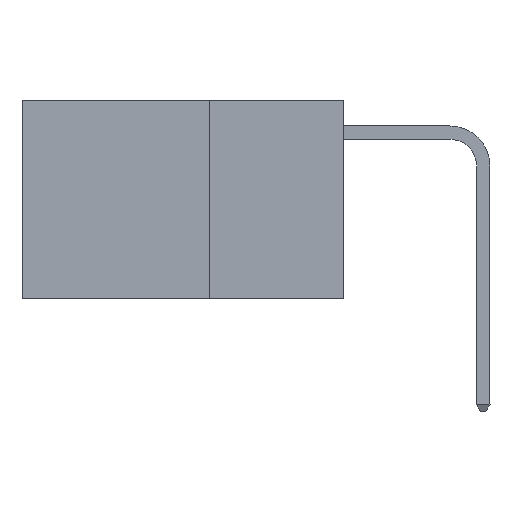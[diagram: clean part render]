
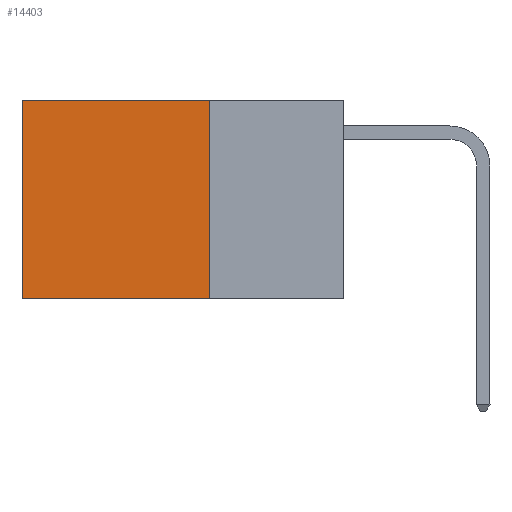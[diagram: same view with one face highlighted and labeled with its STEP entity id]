
A CAD part, left-side view. The second image highlights one B-rep face of the part: STEP entity #14403.
In plain terms, the highlighted planar face has unit normal (-1, 0, 0).
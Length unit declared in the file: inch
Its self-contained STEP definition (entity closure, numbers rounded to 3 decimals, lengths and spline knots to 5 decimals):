
#3721 = ORIENTED_EDGE ( 'NONE', *, *, #9769, .T. ) ;
#4315 = LINE ( 'NONE', #10591, #7311 ) ;
#4626 = VERTEX_POINT ( 'NONE', #5967 ) ;
#4889 = VECTOR ( 'NONE', #7182, 39.37008 ) ;
#5428 = EDGE_LOOP ( 'NONE', ( #11437, #12158, #16469, #3721 ) ) ;
#5450 = PLANE ( 'NONE',  #11471 ) ;
#5967 = CARTESIAN_POINT ( 'NONE',  ( 0.2625, 0.6, 0. ) ) ;
#6535 = VERTEX_POINT ( 'NONE', #17099 ) ;
#7182 = DIRECTION ( 'NONE',  ( 0., 0., -1. ) ) ;
#7311 = VECTOR ( 'NONE', #19706, 39.37008 ) ;
#7579 = LINE ( 'NONE', #11893, #4889 ) ;
#7799 = EDGE_CURVE ( 'NONE', #6535, #19717, #4315, .T. ) ;
#8859 = DIRECTION ( 'NONE',  ( 0., 0., -1. ) ) ;
#9769 = EDGE_CURVE ( 'NONE', #15264, #4626, #10366, .T. ) ;
#10366 = LINE ( 'NONE', #13738, #17188 ) ;
#10489 = DIRECTION ( 'NONE',  ( 1., 0., 0. ) ) ;
#10591 = CARTESIAN_POINT ( 'NONE',  ( 0.2625, 0.25, -0.37 ) ) ;
#11081 = VECTOR ( 'NONE', #19262, 39.37008 ) ;
#11437 = ORIENTED_EDGE ( 'NONE', *, *, #13124, .T. ) ;
#11471 = AXIS2_PLACEMENT_3D ( 'NONE', #19412, #10489, #8859 ) ;
#11893 = CARTESIAN_POINT ( 'NONE',  ( 0.2625, 0.6, 0. ) ) ;
#12158 = ORIENTED_EDGE ( 'NONE', *, *, #7799, .F. ) ;
#13124 = EDGE_CURVE ( 'NONE', #4626, #19717, #7579, .T. ) ;
#13628 = CARTESIAN_POINT ( 'NONE',  ( 0.2625, 0.6, -0.37 ) ) ;
#13738 = CARTESIAN_POINT ( 'NONE',  ( 0.2625, 0.25, 0. ) ) ;
#14403 = ADVANCED_FACE ( 'NONE', ( #18163 ), #5450, .F. ) ;
#15179 = DIRECTION ( 'NONE',  ( 0., 1., 0. ) ) ;
#15264 = VERTEX_POINT ( 'NONE', #19932 ) ;
#16469 = ORIENTED_EDGE ( 'NONE', *, *, #16667, .F. ) ;
#16667 = EDGE_CURVE ( 'NONE', #15264, #6535, #19566, .T. ) ;
#17099 = CARTESIAN_POINT ( 'NONE',  ( 0.2625, 0.25, -0.37 ) ) ;
#17188 = VECTOR ( 'NONE', #15179, 39.37008 ) ;
#17716 = CARTESIAN_POINT ( 'NONE',  ( 0.2625, 0.25, 0. ) ) ;
#18163 = FACE_OUTER_BOUND ( 'NONE', #5428, .T. ) ;
#19262 = DIRECTION ( 'NONE',  ( 0., 0., -1. ) ) ;
#19412 = CARTESIAN_POINT ( 'NONE',  ( 0.2625, 0.25, 0. ) ) ;
#19566 = LINE ( 'NONE', #17716, #11081 ) ;
#19706 = DIRECTION ( 'NONE',  ( 0., 1., 0. ) ) ;
#19717 = VERTEX_POINT ( 'NONE', #13628 ) ;
#19932 = CARTESIAN_POINT ( 'NONE',  ( 0.2625, 0.25, 0. ) ) ;
